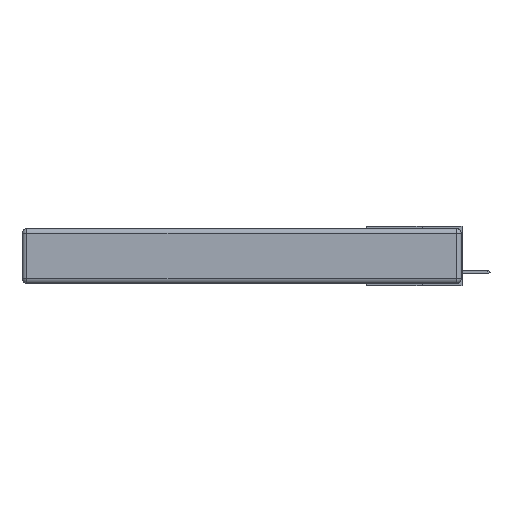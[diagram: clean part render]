
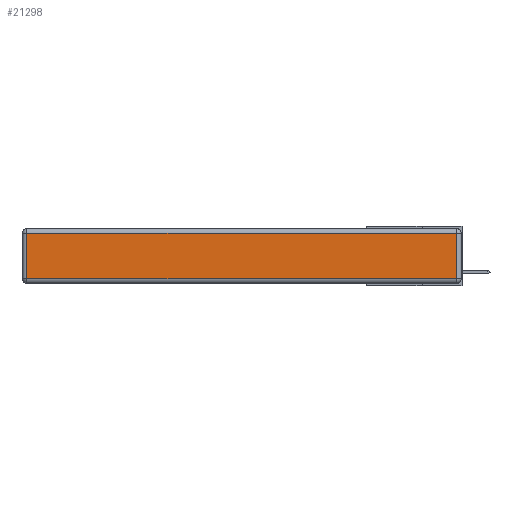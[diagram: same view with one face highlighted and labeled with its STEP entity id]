
A CAD part, left-side view. The second image highlights one B-rep face of the part: STEP entity #21298.
In plain terms, the highlighted planar face has unit normal (-1, 0, 0).
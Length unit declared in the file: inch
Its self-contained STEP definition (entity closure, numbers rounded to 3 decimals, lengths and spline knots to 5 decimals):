
#236 = VECTOR ( 'NONE', #19156, 39.37008 ) ;
#1711 = LINE ( 'NONE', #23541, #10766 ) ;
#3221 = DIRECTION ( 'NONE',  ( 0., -1., 0. ) ) ;
#4236 = AXIS2_PLACEMENT_3D ( 'NONE', #28278, #17930, #4622 ) ;
#4473 = VECTOR ( 'NONE', #3221, 39.37008 ) ;
#4622 = DIRECTION ( 'NONE',  ( 0., 0., 1. ) ) ;
#8480 = VERTEX_POINT ( 'NONE', #32120 ) ;
#9462 = VERTEX_POINT ( 'NONE', #10363 ) ;
#9545 = EDGE_CURVE ( 'NONE', #32046, #32392, #25844, .T. ) ;
#9671 = LINE ( 'NONE', #21547, #32675 ) ;
#10363 = CARTESIAN_POINT ( 'NONE',  ( 0., 2.72, -0.03 ) ) ;
#10766 = VECTOR ( 'NONE', #17793, 39.37008 ) ;
#10796 = EDGE_CURVE ( 'NONE', #32392, #8480, #33117, .T. ) ;
#11156 = CARTESIAN_POINT ( 'NONE',  ( 0., 0.03, -0.343 ) ) ;
#12820 = DIRECTION ( 'NONE',  ( 0., 0., -1. ) ) ;
#12895 = EDGE_CURVE ( 'NONE', #8480, #9462, #1711, .T. ) ;
#13096 = ORIENTED_EDGE ( 'NONE', *, *, #25267, .T. ) ;
#13376 = CARTESIAN_POINT ( 'NONE',  ( 0., 0.03, -0.313 ) ) ;
#16357 = ORIENTED_EDGE ( 'NONE', *, *, #12895, .T. ) ;
#17793 = DIRECTION ( 'NONE',  ( 0., 1., 0. ) ) ;
#17930 = DIRECTION ( 'NONE',  ( -1., 0., 0. ) ) ;
#18917 = ORIENTED_EDGE ( 'NONE', *, *, #10796, .T. ) ;
#19156 = DIRECTION ( 'NONE',  ( 0., 0., 1. ) ) ;
#21298 = ADVANCED_FACE ( 'NONE', ( #23594 ), #28505, .T. ) ;
#21547 = CARTESIAN_POINT ( 'NONE',  ( 0., 2.72, -0.343 ) ) ;
#21857 = ORIENTED_EDGE ( 'NONE', *, *, #9545, .T. ) ;
#21966 = EDGE_LOOP ( 'NONE', ( #21857, #18917, #16357, #13096 ) ) ;
#23541 = CARTESIAN_POINT ( 'NONE',  ( 0., 2.75, -0.03 ) ) ;
#23594 = FACE_OUTER_BOUND ( 'NONE', #21966, .T. ) ;
#25267 = EDGE_CURVE ( 'NONE', #9462, #32046, #9671, .T. ) ;
#25844 = LINE ( 'NONE', #31926, #4473 ) ;
#28278 = CARTESIAN_POINT ( 'NONE',  ( 0., 0., -0.343 ) ) ;
#28505 = PLANE ( 'NONE',  #4236 ) ;
#31926 = CARTESIAN_POINT ( 'NONE',  ( 0., 0., -0.313 ) ) ;
#32046 = VERTEX_POINT ( 'NONE', #33440 ) ;
#32120 = CARTESIAN_POINT ( 'NONE',  ( 0., 0.03, -0.03 ) ) ;
#32392 = VERTEX_POINT ( 'NONE', #13376 ) ;
#32675 = VECTOR ( 'NONE', #12820, 39.37008 ) ;
#33117 = LINE ( 'NONE', #11156, #236 ) ;
#33440 = CARTESIAN_POINT ( 'NONE',  ( 0., 2.72, -0.313 ) ) ;
